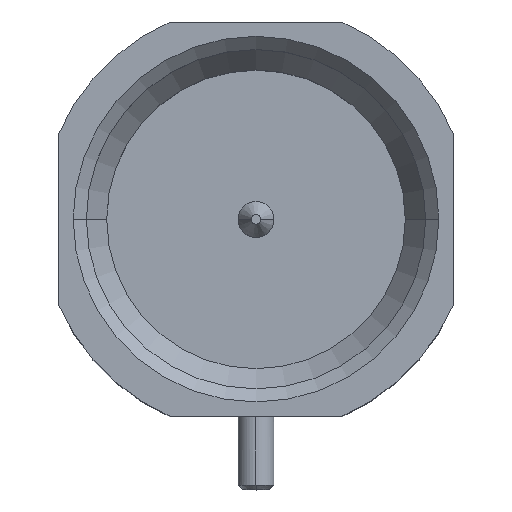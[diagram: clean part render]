
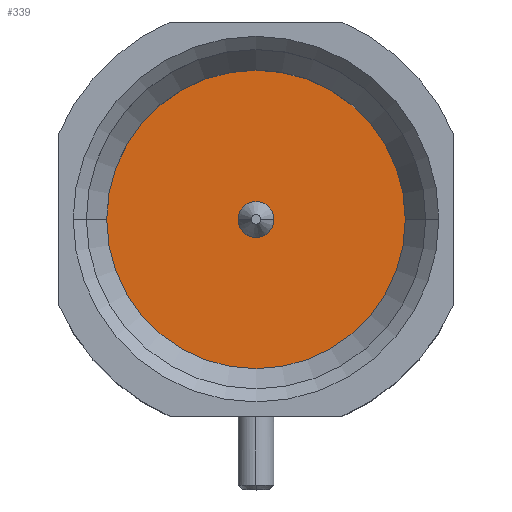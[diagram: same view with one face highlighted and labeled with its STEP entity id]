
A CAD part, top view. The second image highlights one B-rep face of the part: STEP entity #339.
In plain terms, the highlighted planar face has unit normal (0, 0, 1).
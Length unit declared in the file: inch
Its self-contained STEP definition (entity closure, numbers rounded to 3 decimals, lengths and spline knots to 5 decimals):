
#9 = CARTESIAN_POINT ( 'NONE',  ( 0., 0., -0.11 ) ) ;
#33 = CARTESIAN_POINT ( 'NONE',  ( 0.0075, 0., -0.11 ) ) ;
#209 = CIRCLE ( 'NONE', #1706, 0.0075 ) ;
#228 = CARTESIAN_POINT ( 'NONE',  ( -0.0625, 0., -0.11 ) ) ;
#339 = ADVANCED_FACE ( 'NONE', ( #1353, #878 ), #860, .F. ) ;
#352 = DIRECTION ( 'NONE',  ( 0., 0., -1. ) ) ;
#396 = CARTESIAN_POINT ( 'NONE',  ( -0.0075, 0., -0.11 ) ) ;
#409 = DIRECTION ( 'NONE',  ( 0., 0., -1. ) ) ;
#513 = CIRCLE ( 'NONE', #829, 0.0625 ) ;
#560 = CARTESIAN_POINT ( 'NONE',  ( 0., 0., -0.11 ) ) ;
#820 = ORIENTED_EDGE ( 'NONE', *, *, #1631, .T. ) ;
#829 = AXIS2_PLACEMENT_3D ( 'NONE', #910, #1931, #1186 ) ;
#843 = EDGE_CURVE ( 'NONE', #966, #1509, #2230, .T. ) ;
#860 = PLANE ( 'NONE',  #1275 ) ;
#878 = FACE_OUTER_BOUND ( 'NONE', #1004, .T. ) ;
#910 = CARTESIAN_POINT ( 'NONE',  ( 0., 0., -0.11 ) ) ;
#966 = VERTEX_POINT ( 'NONE', #228 ) ;
#972 = CARTESIAN_POINT ( 'NONE',  ( 0., 0., -0.11 ) ) ;
#1004 = EDGE_LOOP ( 'NONE', ( #820, #1759 ) ) ;
#1014 = EDGE_CURVE ( 'NONE', #1122, #2256, #209, .T. ) ;
#1122 = VERTEX_POINT ( 'NONE', #33 ) ;
#1185 = CIRCLE ( 'NONE', #1584, 0.0075 ) ;
#1186 = DIRECTION ( 'NONE',  ( 1., 0., 0. ) ) ;
#1275 = AXIS2_PLACEMENT_3D ( 'NONE', #1611, #352, #1796 ) ;
#1290 = DIRECTION ( 'NONE',  ( -1., 0., 0. ) ) ;
#1332 = DIRECTION ( 'NONE',  ( 0., 0., -1. ) ) ;
#1353 = FACE_BOUND ( 'NONE', #1982, .T. ) ;
#1469 = ORIENTED_EDGE ( 'NONE', *, *, #1014, .T. ) ;
#1509 = VERTEX_POINT ( 'NONE', #1593 ) ;
#1584 = AXIS2_PLACEMENT_3D ( 'NONE', #972, #409, #1290 ) ;
#1593 = CARTESIAN_POINT ( 'NONE',  ( 0.0625, 0., -0.11 ) ) ;
#1611 = CARTESIAN_POINT ( 'NONE',  ( 0., 0.032, -0.11 ) ) ;
#1631 = EDGE_CURVE ( 'NONE', #1509, #966, #513, .T. ) ;
#1669 = DIRECTION ( 'NONE',  ( 1., 0., 0. ) ) ;
#1706 = AXIS2_PLACEMENT_3D ( 'NONE', #9, #1332, #2036 ) ;
#1759 = ORIENTED_EDGE ( 'NONE', *, *, #843, .T. ) ;
#1770 = ORIENTED_EDGE ( 'NONE', *, *, #2093, .T. ) ;
#1796 = DIRECTION ( 'NONE',  ( -1., 0., 0. ) ) ;
#1829 = DIRECTION ( 'NONE',  ( 0., 0., 1. ) ) ;
#1931 = DIRECTION ( 'NONE',  ( 0., 0., 1. ) ) ;
#1982 = EDGE_LOOP ( 'NONE', ( #1469, #1770 ) ) ;
#2036 = DIRECTION ( 'NONE',  ( -1., 0., 0. ) ) ;
#2093 = EDGE_CURVE ( 'NONE', #2256, #1122, #1185, .T. ) ;
#2230 = CIRCLE ( 'NONE', #2353, 0.0625 ) ;
#2256 = VERTEX_POINT ( 'NONE', #396 ) ;
#2353 = AXIS2_PLACEMENT_3D ( 'NONE', #560, #1829, #1669 ) ;
